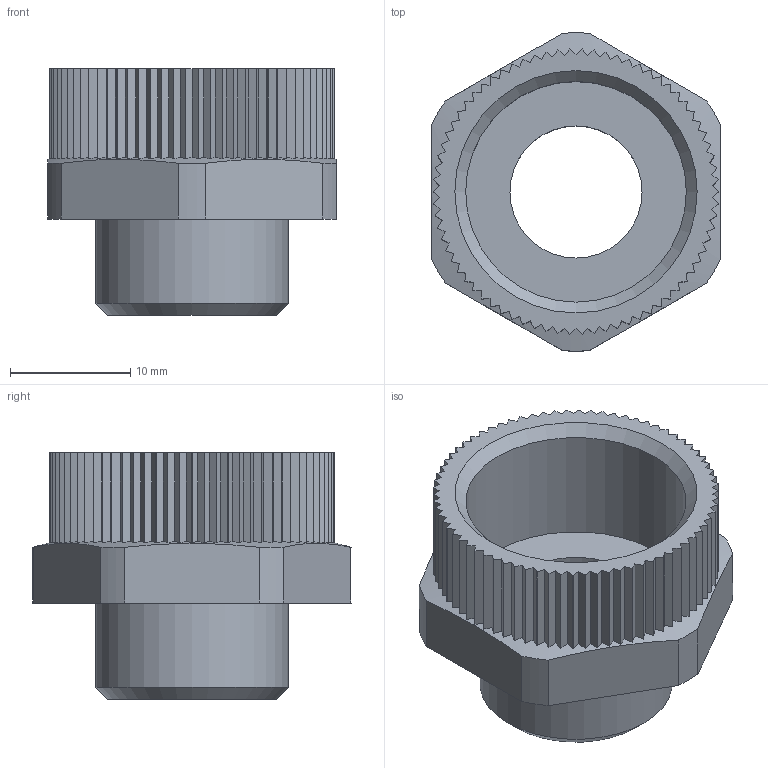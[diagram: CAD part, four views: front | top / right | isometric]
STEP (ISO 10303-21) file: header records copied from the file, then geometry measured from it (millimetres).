
FILE_DESCRIPTION (( 'STEP AP214' ), '1' );
FILE_NAME ('2031451.stp', '2021-03-19T10:41:24', ( '' ), ( '' ), 'SwSTEP 2.0', 'SolidWorks 2020', '' );
FILE_SCHEMA (( 'AUTOMOTIVE_DESIGN' ));
Length unit declared in the file: millimetre
Products named in the file (1): 2031451
Bounding box: 24 x 26.49 x 20.5 mm (x, y, z)
Volume: 3481.9 mm3; surface area: 3258.3 mm2
Topology: 1 solids, 1 shells, 282 faces, 824 edges, 549 vertices
Faces by surface type: plane 195, cylinder 83, cone 3, bspline 1
Full cylindrical faces by diameter (mm): 11 x1, 16 x1, 18.367 x1
Entity records: 9467 total; most frequent: CARTESIAN_POINT 2144, ORIENTED_EDGE 1628, DIRECTION 1390, EDGE_CURVE 814, VERTEX_POINT 546, VECTOR 490, LINE 490, AXIS2_PLACEMENT_3D 450
